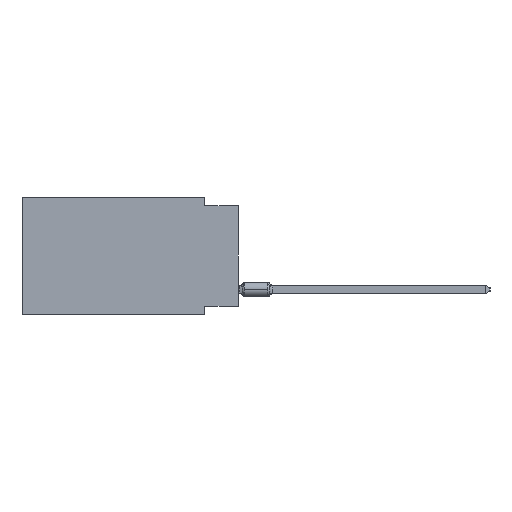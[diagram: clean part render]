
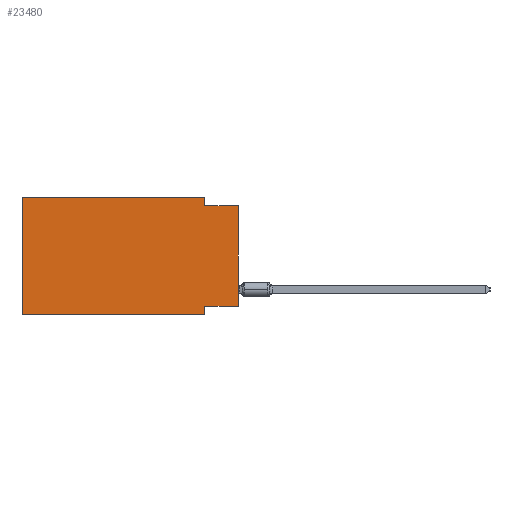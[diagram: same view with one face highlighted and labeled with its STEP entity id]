
A CAD part, left-side view. The second image highlights one B-rep face of the part: STEP entity #23480.
In plain terms, the highlighted planar face has unit normal (-1, 0, 0).
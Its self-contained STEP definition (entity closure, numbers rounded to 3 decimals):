
#189 = CARTESIAN_POINT ( 'NONE',  ( 0., 16.383, 0. ) ) ;
#274 = VECTOR ( 'NONE', #7415, 1000. ) ;
#654 = VECTOR ( 'NONE', #7810, 1000. ) ;
#785 = CARTESIAN_POINT ( 'NONE',  ( 0., 16.383, -8.89 ) ) ;
#2858 = VECTOR ( 'NONE', #33368, 1000. ) ;
#3306 = CARTESIAN_POINT ( 'NONE',  ( 0., 16.383, 0. ) ) ;
#3518 = CARTESIAN_POINT ( 'NONE',  ( 0., 2.54, -0.635 ) ) ;
#3832 = ORIENTED_EDGE ( 'NONE', *, *, #41285, .F. ) ;
#5007 = VERTEX_POINT ( 'NONE', #785 ) ;
#5125 = CARTESIAN_POINT ( 'NONE',  ( 0., 16.383, 0. ) ) ;
#6243 = CARTESIAN_POINT ( 'NONE',  ( 0., 0., -8.255 ) ) ;
#6778 = DIRECTION ( 'NONE',  ( 0., 0., -1. ) ) ;
#7415 = DIRECTION ( 'NONE',  ( 0., -1., 0. ) ) ;
#7573 = CARTESIAN_POINT ( 'NONE',  ( 0., 0., -0.635 ) ) ;
#7810 = DIRECTION ( 'NONE',  ( 0., 0., -1. ) ) ;
#7988 = AXIS2_PLACEMENT_3D ( 'NONE', #3306, #29858, #6778 ) ;
#10063 = VECTOR ( 'NONE', #24716, 1000. ) ;
#11537 = CARTESIAN_POINT ( 'NONE',  ( 0., 2.54, 0. ) ) ;
#12396 = VERTEX_POINT ( 'NONE', #38162 ) ;
#14028 = LINE ( 'NONE', #7573, #2858 ) ;
#14223 = EDGE_LOOP ( 'NONE', ( #17936, #23013, #3832, #16672, #21170, #31450, #35542, #29512 ) ) ;
#14511 = LINE ( 'NONE', #11537, #654 ) ;
#14565 = VECTOR ( 'NONE', #38544, 1000. ) ;
#16465 = VERTEX_POINT ( 'NONE', #40927 ) ;
#16650 = CARTESIAN_POINT ( 'NONE',  ( 0., 0., -8.255 ) ) ;
#16672 = ORIENTED_EDGE ( 'NONE', *, *, #18145, .F. ) ;
#17936 = ORIENTED_EDGE ( 'NONE', *, *, #35444, .T. ) ;
#18145 = EDGE_CURVE ( 'NONE', #26275, #26402, #20498, .T. ) ;
#18338 = CARTESIAN_POINT ( 'NONE',  ( 0., 16.383, -8.89 ) ) ;
#19485 = LINE ( 'NONE', #19721, #32378 ) ;
#19721 = CARTESIAN_POINT ( 'NONE',  ( 0., 2.54, -8.89 ) ) ;
#19968 = EDGE_CURVE ( 'NONE', #16465, #12396, #19485, .T. ) ;
#20498 = LINE ( 'NONE', #5125, #10063 ) ;
#21170 = ORIENTED_EDGE ( 'NONE', *, *, #31134, .F. ) ;
#21594 = LINE ( 'NONE', #6243, #33503 ) ;
#22141 = FACE_OUTER_BOUND ( 'NONE', #14223, .T. ) ;
#22640 = PLANE ( 'NONE',  #7988 ) ;
#23013 = ORIENTED_EDGE ( 'NONE', *, *, #25423, .F. ) ;
#23190 = DIRECTION ( 'NONE',  ( 0., 0., -1. ) ) ;
#23349 = CARTESIAN_POINT ( 'NONE',  ( 0., 0., -0.635 ) ) ;
#23480 = ADVANCED_FACE ( 'NONE', ( #22141 ), #22640, .F. ) ;
#24716 = DIRECTION ( 'NONE',  ( 0., -1., 0. ) ) ;
#25423 = EDGE_CURVE ( 'NONE', #34458, #41881, #14028, .T. ) ;
#26275 = VERTEX_POINT ( 'NONE', #189 ) ;
#26276 = LINE ( 'NONE', #18338, #274 ) ;
#26402 = VERTEX_POINT ( 'NONE', #48915 ) ;
#27144 = LINE ( 'NONE', #35797, #14565 ) ;
#29512 = ORIENTED_EDGE ( 'NONE', *, *, #33171, .F. ) ;
#29858 = DIRECTION ( 'NONE',  ( 1., 0., 0. ) ) ;
#31134 = EDGE_CURVE ( 'NONE', #5007, #26275, #33489, .T. ) ;
#31450 = ORIENTED_EDGE ( 'NONE', *, *, #47122, .T. ) ;
#32378 = VECTOR ( 'NONE', #23190, 1000. ) ;
#33171 = EDGE_CURVE ( 'NONE', #34588, #16465, #21594, .T. ) ;
#33368 = DIRECTION ( 'NONE',  ( 0., -1., 0. ) ) ;
#33489 = LINE ( 'NONE', #47874, #35750 ) ;
#33503 = VECTOR ( 'NONE', #47904, 1000. ) ;
#34458 = VERTEX_POINT ( 'NONE', #3518 ) ;
#34588 = VERTEX_POINT ( 'NONE', #16650 ) ;
#35444 = EDGE_CURVE ( 'NONE', #34588, #41881, #27144, .T. ) ;
#35542 = ORIENTED_EDGE ( 'NONE', *, *, #19968, .F. ) ;
#35750 = VECTOR ( 'NONE', #37216, 1000. ) ;
#35797 = CARTESIAN_POINT ( 'NONE',  ( 0., 0., 0. ) ) ;
#37216 = DIRECTION ( 'NONE',  ( 0., 0., 1. ) ) ;
#38162 = CARTESIAN_POINT ( 'NONE',  ( 0., 2.54, -8.89 ) ) ;
#38544 = DIRECTION ( 'NONE',  ( 0., 0., 1. ) ) ;
#40927 = CARTESIAN_POINT ( 'NONE',  ( 0., 2.54, -8.255 ) ) ;
#41285 = EDGE_CURVE ( 'NONE', #26402, #34458, #14511, .T. ) ;
#41881 = VERTEX_POINT ( 'NONE', #23349 ) ;
#47122 = EDGE_CURVE ( 'NONE', #5007, #12396, #26276, .T. ) ;
#47874 = CARTESIAN_POINT ( 'NONE',  ( 0., 16.383, 0. ) ) ;
#47904 = DIRECTION ( 'NONE',  ( 0., 1., 0. ) ) ;
#48915 = CARTESIAN_POINT ( 'NONE',  ( 0., 2.54, 0. ) ) ;
